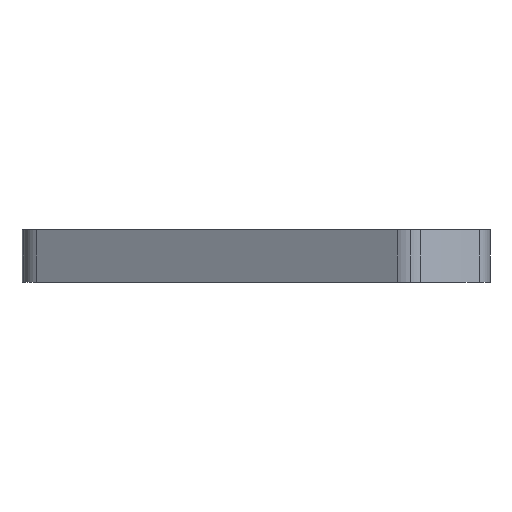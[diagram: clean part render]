
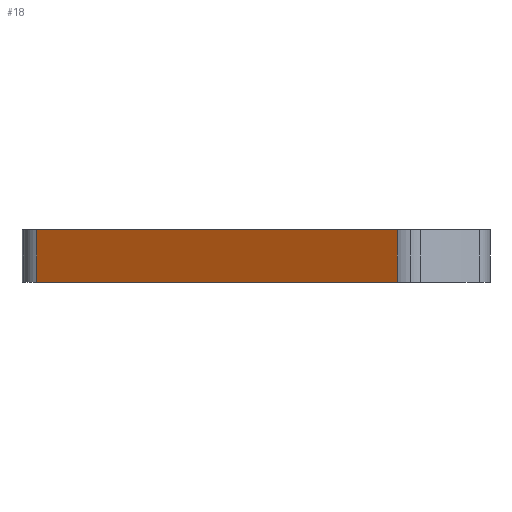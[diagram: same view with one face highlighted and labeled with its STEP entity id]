
A CAD part, left-side view. The second image highlights one B-rep face of the part: STEP entity #18.
In plain terms, the highlighted planar face has unit normal (-0.866, 0.5, 0).
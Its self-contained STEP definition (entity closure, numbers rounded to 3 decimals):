
#18 = ADVANCED_FACE ( 'NONE', ( #812 ), #21, .T. ) ;
#21 = PLANE ( 'NONE',  #79 ) ;
#30 = CARTESIAN_POINT ( 'NONE',  ( -25.155, -8.571, -2.5 ) ) ;
#43 = VERTEX_POINT ( 'NONE', #746 ) ;
#51 = VERTEX_POINT ( 'NONE', #30 ) ;
#57 = CARTESIAN_POINT ( 'NONE',  ( -5.155, 26.071, 2.5 ) ) ;
#79 = AXIS2_PLACEMENT_3D ( 'NONE', #184, #329, #670 ) ;
#98 = ORIENTED_EDGE ( 'NONE', *, *, #585, .T. ) ;
#100 = DIRECTION ( 'NONE',  ( -0.5, -0.866, 0. ) ) ;
#106 = LINE ( 'NONE', #732, #808 ) ;
#109 = CARTESIAN_POINT ( 'NONE',  ( -25.155, -8.571, 2.5 ) ) ;
#184 = CARTESIAN_POINT ( 'NONE',  ( -15.155, 8.75, -2.501 ) ) ;
#186 = VECTOR ( 'NONE', #100, 1000. ) ;
#197 = DIRECTION ( 'NONE',  ( 0., 0., 1. ) ) ;
#221 = EDGE_LOOP ( 'NONE', ( #402, #698, #287, #98 ) ) ;
#229 = VECTOR ( 'NONE', #197, 1000. ) ;
#287 = ORIENTED_EDGE ( 'NONE', *, *, #624, .F. ) ;
#316 = CARTESIAN_POINT ( 'NONE',  ( -15.155, 8.75, 2.5 ) ) ;
#329 = DIRECTION ( 'NONE',  ( -0.866, 0.5, 0. ) ) ;
#344 = DIRECTION ( 'NONE',  ( 0.5, 0.866, 0. ) ) ;
#402 = ORIENTED_EDGE ( 'NONE', *, *, #617, .F. ) ;
#484 = LINE ( 'NONE', #316, #186 ) ;
#529 = VECTOR ( 'NONE', #344, 1000. ) ;
#569 = LINE ( 'NONE', #109, #229 ) ;
#585 = EDGE_CURVE ( 'NONE', #51, #43, #569, .T. ) ;
#617 = EDGE_CURVE ( 'NONE', #885, #43, #484, .T. ) ;
#624 = EDGE_CURVE ( 'NONE', #51, #639, #751, .T. ) ;
#639 = VERTEX_POINT ( 'NONE', #688 ) ;
#670 = DIRECTION ( 'NONE',  ( -0.5, -0.866, 0. ) ) ;
#679 = CARTESIAN_POINT ( 'NONE',  ( -15.155, 8.75, -2.5 ) ) ;
#688 = CARTESIAN_POINT ( 'NONE',  ( -5.155, 26.071, -2.5 ) ) ;
#698 = ORIENTED_EDGE ( 'NONE', *, *, #763, .T. ) ;
#732 = CARTESIAN_POINT ( 'NONE',  ( -5.155, 26.071, -2.5 ) ) ;
#746 = CARTESIAN_POINT ( 'NONE',  ( -25.155, -8.571, 2.5 ) ) ;
#751 = LINE ( 'NONE', #679, #529 ) ;
#763 = EDGE_CURVE ( 'NONE', #885, #639, #106, .T. ) ;
#808 = VECTOR ( 'NONE', #813, 1000. ) ;
#812 = FACE_OUTER_BOUND ( 'NONE', #221, .T. ) ;
#813 = DIRECTION ( 'NONE',  ( 0., 0., -1. ) ) ;
#885 = VERTEX_POINT ( 'NONE', #57 ) ;
